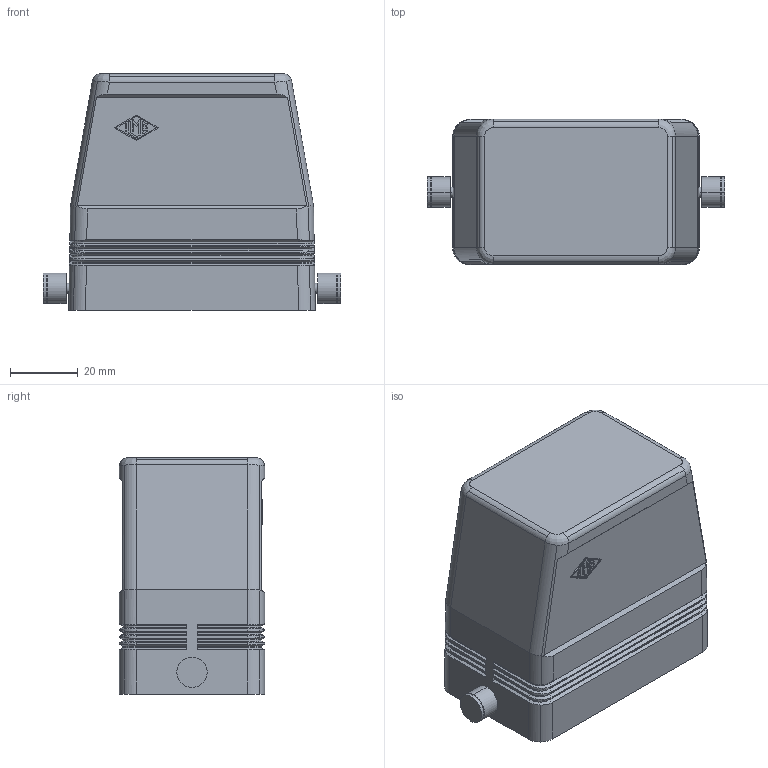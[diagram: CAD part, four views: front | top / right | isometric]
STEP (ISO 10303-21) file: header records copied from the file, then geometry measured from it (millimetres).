
FILE_DESCRIPTION((''),'2;1');
FILE_NAME('CAC 10 L.stp','2007-01-02T16:40:56',('gembarski'),(''),'Autodesk Inventor 7','Autodesk Inventor 7','');
FILE_SCHEMA(('AUTOMOTIVE_DESIGN { 1 0 10303 214 1 1 1 1 }'));
Length unit declared in the file: millimetre
Products named in the file (1): CAC 10 L
Bounding box: 88 x 43 x 70 mm (x, y, z)
Volume: 53762.7 mm3; surface area: 35431.9 mm2
Topology: 1 solids, 1 shells, 354 faces, 887 edges, 546 vertices
Faces by surface type: plane 123, cylinder 110, bspline 101, cone 20
Entity records: 11466 total; most frequent: CARTESIAN_POINT 3331, ORIENTED_EDGE 1758, DIRECTION 1563, EDGE_CURVE 879, VECTOR 575, LINE 575, VERTEX_POINT 546, AXIS2_PLACEMENT_3D 494
